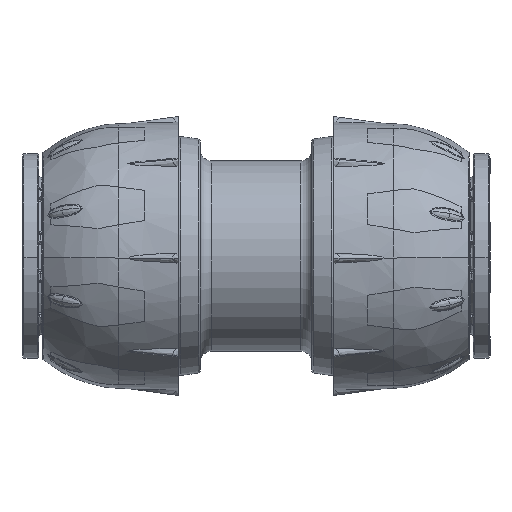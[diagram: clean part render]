
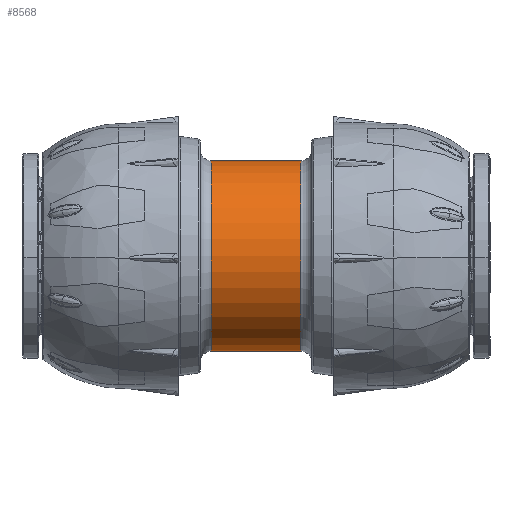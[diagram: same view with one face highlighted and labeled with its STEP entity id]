
A CAD part, top view. The second image highlights one B-rep face of the part: STEP entity #8568.
In plain terms, the highlighted cylindrical face has radius 14.9 mm (diameter 29.8 mm), a partial arc.
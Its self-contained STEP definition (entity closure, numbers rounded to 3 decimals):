
#812 = AXIS2_PLACEMENT_3D ( 'NONE', #21890, #22374, #40112 ) ;
#1657 = VERTEX_POINT ( 'NONE', #30615 ) ;
#2053 = EDGE_CURVE ( 'NONE', #27414, #22902, #33842, .T. ) ;
#2119 = FACE_OUTER_BOUND ( 'NONE', #10338, .T. ) ;
#4923 = CARTESIAN_POINT ( 'NONE',  ( 0., -7., -14.9 ) ) ;
#5993 = LINE ( 'NONE', #17355, #26580 ) ;
#6806 = ORIENTED_EDGE ( 'NONE', *, *, #15306, .T. ) ;
#7550 = DIRECTION ( 'NONE',  ( 0., -1., 0. ) ) ;
#7871 = AXIS2_PLACEMENT_3D ( 'NONE', #28869, #39911, #43384 ) ;
#8568 = ADVANCED_FACE ( 'NONE', ( #2119 ), #35236, .T. ) ;
#8789 = VERTEX_POINT ( 'NONE', #31328 ) ;
#9935 = ORIENTED_EDGE ( 'NONE', *, *, #2053, .T. ) ;
#10338 = EDGE_LOOP ( 'NONE', ( #10783, #26740, #9935, #6806 ) ) ;
#10783 = ORIENTED_EDGE ( 'NONE', *, *, #17802, .F. ) ;
#12431 = CIRCLE ( 'NONE', #7871, 14.9 ) ;
#15306 = EDGE_CURVE ( 'NONE', #22902, #8789, #12431, .T. ) ;
#17355 = CARTESIAN_POINT ( 'NONE',  ( 0., 0., 14.9 ) ) ;
#17802 = EDGE_CURVE ( 'NONE', #1657, #8789, #5993, .T. ) ;
#18226 = DIRECTION ( 'NONE',  ( 0., 0., -1. ) ) ;
#20879 = DIRECTION ( 'NONE',  ( 0., -1., 0. ) ) ;
#21890 = CARTESIAN_POINT ( 'NONE',  ( 0., 7., 0. ) ) ;
#22208 = DIRECTION ( 'NONE',  ( 0., -1., 0. ) ) ;
#22374 = DIRECTION ( 'NONE',  ( 0., -1., 0. ) ) ;
#22902 = VERTEX_POINT ( 'NONE', #4923 ) ;
#25569 = EDGE_CURVE ( 'NONE', #1657, #27414, #40913, .T. ) ;
#26580 = VECTOR ( 'NONE', #20879, 1000. ) ;
#26740 = ORIENTED_EDGE ( 'NONE', *, *, #25569, .T. ) ;
#26848 = AXIS2_PLACEMENT_3D ( 'NONE', #36923, #7550, #18226 ) ;
#27414 = VERTEX_POINT ( 'NONE', #33045 ) ;
#28869 = CARTESIAN_POINT ( 'NONE',  ( 0., -7., 0. ) ) ;
#30615 = CARTESIAN_POINT ( 'NONE',  ( 0., 7., 14.9 ) ) ;
#31328 = CARTESIAN_POINT ( 'NONE',  ( 0., -7., 14.9 ) ) ;
#33045 = CARTESIAN_POINT ( 'NONE',  ( 0., 7., -14.9 ) ) ;
#33842 = LINE ( 'NONE', #44544, #46944 ) ;
#35236 = CYLINDRICAL_SURFACE ( 'NONE', #26848, 14.9 ) ;
#36923 = CARTESIAN_POINT ( 'NONE',  ( 0., 0., 0. ) ) ;
#39911 = DIRECTION ( 'NONE',  ( 0., 1., 0. ) ) ;
#40112 = DIRECTION ( 'NONE',  ( 0., 0., 1. ) ) ;
#40913 = CIRCLE ( 'NONE', #812, 14.9 ) ;
#43384 = DIRECTION ( 'NONE',  ( 0., 0., 1. ) ) ;
#44544 = CARTESIAN_POINT ( 'NONE',  ( 0., 0., -14.9 ) ) ;
#46944 = VECTOR ( 'NONE', #22208, 1000. ) ;
